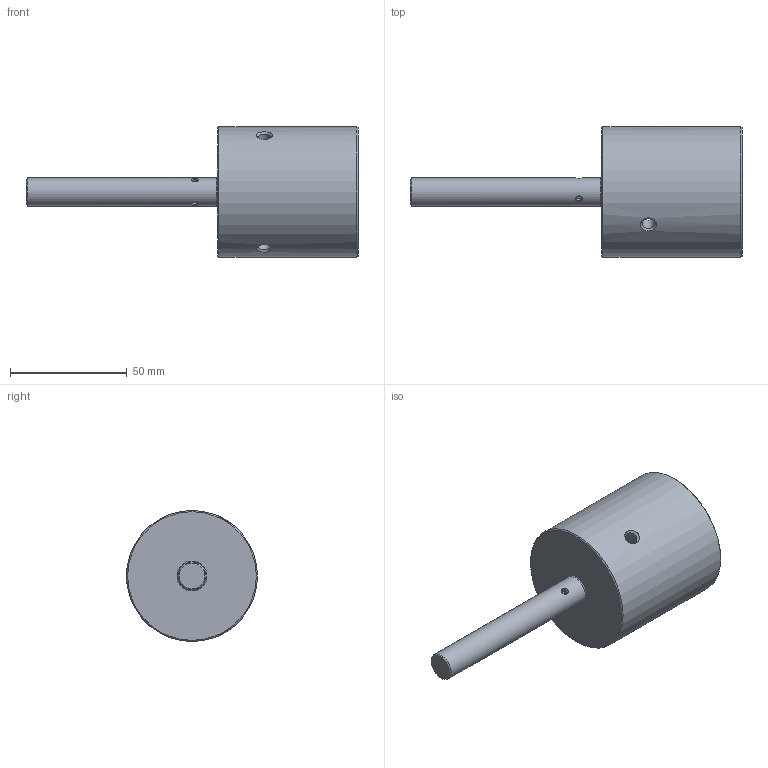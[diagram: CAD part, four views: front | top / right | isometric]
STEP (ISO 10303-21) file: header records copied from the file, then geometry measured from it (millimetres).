
FILE_DESCRIPTION(/* description */ (''),/* implementation_level */ '2;1');
FILE_NAME(/* name */ 'E02-020-Arbre transmission.step',/* time_stamp */ '2022-03-02T08:44:23+01:00',/* author */ (''),/* organization */ (''),/* preprocessor_version */ 'ST-DEVELOPER v18.1',/* originating_system */ 'Autodesk Translation Framework v10.13.0.1454',/* authorisation */ '');
FILE_SCHEMA (('AUTOMOTIVE_DESIGN { 1 0 10303 214 3 1 1 }'));
Length unit declared in the file: millimetre
Products named in the file (1): E02-020-Arbre transmission
Bounding box: 142 x 56 x 56 mm (x, y, z)
Volume: 93636.7 mm3; surface area: 24971.8 mm2
Topology: 1 solids, 1 shells, 27 faces, 63 edges, 43 vertices
Faces by surface type: cone 10, cylinder 9, plane 7, torus 1
Full cylindrical faces by diameter (mm): 2.2 x3, 5.035 x3, 12 x1, 40 x1, 56 x1
Entity records: 1105 total; most frequent: CARTESIAN_POINT 443, DIRECTION 127, ORIENTED_EDGE 126, EDGE_CURVE 63, AXIS2_PLACEMENT_3D 54, VERTEX_POINT 43, EDGE_LOOP 38, FACE_OUTER_BOUND 27
